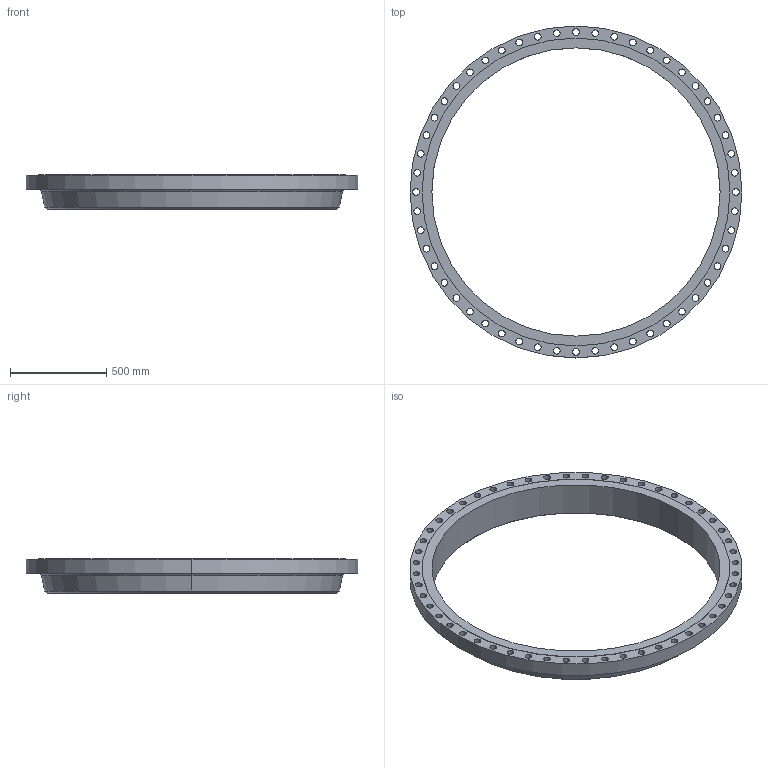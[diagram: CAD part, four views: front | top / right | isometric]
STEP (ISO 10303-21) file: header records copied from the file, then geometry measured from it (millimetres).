
FILE_DESCRIPTION (( 'STEP AP203' ), '1' );
FILE_NAME ('60_150_B1647B_RF_WNF_OB_XH.STEP', '2024-01-18T02:25:43', ( '' ), ( '' ), 'SwSTEP 2.0', 'SolidWorks 2023', '' );
FILE_SCHEMA (( 'CONFIG_CONTROL_DESIGN' ));
Length unit declared in the file: inch
Products named in the file (1): 60_150_B1647B_RF_WNF_OB_XH
Bounding box: 1725.61 x 1725.61 x 179.39 mm (x, y, z)
Volume: 51681844.5 mm3; surface area: 3098389 mm2
Topology: 1 solids, 1 shells, 120 faces, 344 edges, 228 vertices
Faces by surface type: cylinder 110, cone 4, plane 4, torus 2
Entity records: 4357 total; most frequent: DIRECTION 816, CARTESIAN_POINT 693, ORIENTED_EDGE 688, AXIS2_PLACEMENT_3D 351, EDGE_CURVE 344, CIRCLE 230, EDGE_LOOP 228, VERTEX_POINT 228
